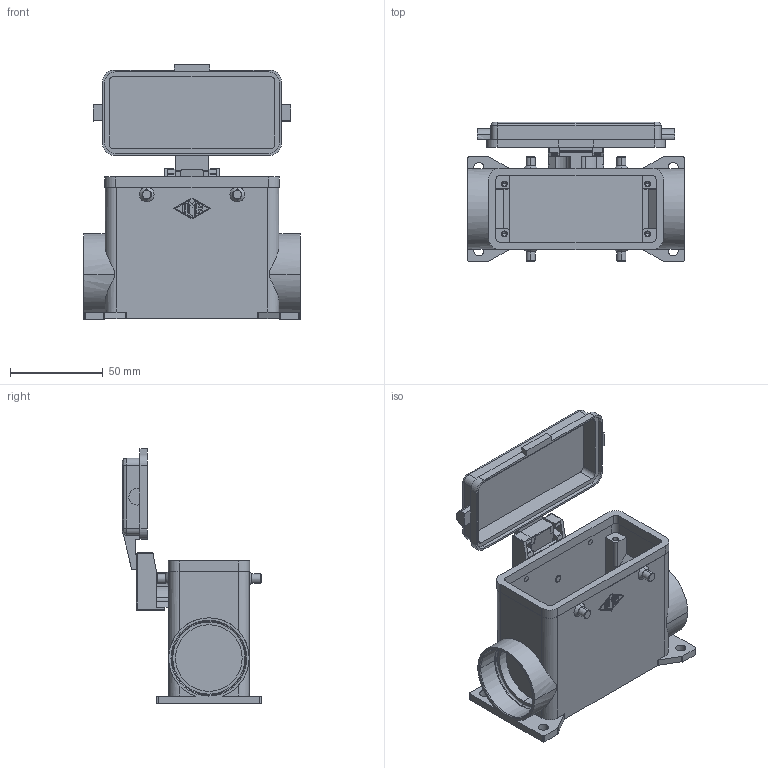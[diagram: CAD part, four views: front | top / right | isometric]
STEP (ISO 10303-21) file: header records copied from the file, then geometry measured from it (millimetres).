
FILE_DESCRIPTION((''),'2;1');
FILE_NAME('MMAP 06 CS40.stp','2006-12-21T20:09:47',('CADmaster'),(''),'Autodesk Inventor 7','Autodesk Inventor 7','');
FILE_SCHEMA(('AUTOMOTIVE_DESIGN { 1 0 10303 214 1 1 1 1 }'));
Length unit declared in the file: millimetre
Products named in the file (1): MMAP 06 CS40
Bounding box: 117 x 75.25 x 137.75 mm (x, y, z)
Volume: 118903.4 mm3; surface area: 76703.3 mm2
Topology: 1 solids, 2 shells, 490 faces, 1315 edges, 854 vertices
Faces by surface type: plane 199, cylinder 174, bspline 95, torus 12, cone 10
Entity records: 16709 total; most frequent: CARTESIAN_POINT 4309, ORIENTED_EDGE 2630, DIRECTION 2581, EDGE_CURVE 1315, AXIS2_PLACEMENT_3D 894, VERTEX_POINT 854, VECTOR 793, LINE 793
